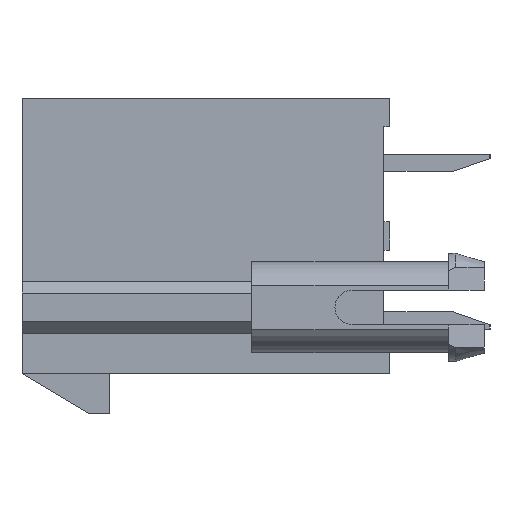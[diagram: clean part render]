
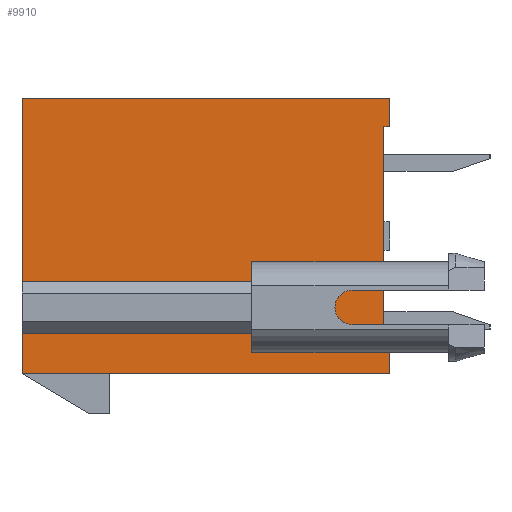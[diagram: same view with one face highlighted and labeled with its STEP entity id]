
A CAD part, left-side view. The second image highlights one B-rep face of the part: STEP entity #9910.
In plain terms, the highlighted planar face has unit normal (-1, 0, 0).
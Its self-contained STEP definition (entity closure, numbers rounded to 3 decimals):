
#1=DIRECTION('',(0.,0.,-1.));
#2=VECTOR('',#1,7.6);
#3=CARTESIAN_POINT('',(-25.8,0.2,3.8));
#4=LINE('',#3,#2);
#5=DIRECTION('',(0.,1.,0.));
#6=VECTOR('',#5,0.2);
#7=CARTESIAN_POINT('',(-25.8,0.,-3.8));
#8=LINE('',#7,#6);
#9=DIRECTION('',(0.,0.,-1.));
#10=VECTOR('',#9,1.);
#11=CARTESIAN_POINT('',(-25.8,0.,-3.8));
#12=LINE('',#11,#10);
#13=DIRECTION('',(0.,1.,0.));
#14=VECTOR('',#13,12.8);
#15=CARTESIAN_POINT('',(-25.8,0.,-4.8));
#16=LINE('',#15,#14);
#17=DIRECTION('',(0.,0.,1.));
#18=VECTOR('',#17,1.41);
#19=CARTESIAN_POINT('',(-25.8,12.8,-4.8));
#20=LINE('',#19,#18);
#21=DIRECTION('',(0.,1.,0.));
#22=VECTOR('',#21,8.);
#23=CARTESIAN_POINT('',(-25.8,4.8,-3.39));
#24=LINE('',#23,#22);
#25=DIRECTION('',(0.,0.,1.));
#26=VECTOR('',#25,0.235);
#27=CARTESIAN_POINT('',(-25.8,4.8,-3.625));
#28=LINE('',#27,#26);
#29=DIRECTION('',(0.,-1.,0.));
#30=VECTOR('',#29,2.1);
#31=CARTESIAN_POINT('',(-25.8,4.8,-3.625));
#32=LINE('',#31,#30);
#33=DIRECTION('',(0.,-1.,0.));
#34=VECTOR('',#33,2.1);
#35=CARTESIAN_POINT('',(-25.8,4.8,-1.355));
#36=LINE('',#35,#34);
#37=DIRECTION('',(0.,0.,1.));
#38=VECTOR('',#37,0.235);
#39=CARTESIAN_POINT('',(-25.8,4.8,-1.59));
#40=LINE('',#39,#38);
#41=DIRECTION('',(0.,1.,0.));
#42=VECTOR('',#41,8.);
#43=CARTESIAN_POINT('',(-25.8,4.8,-1.59));
#44=LINE('',#43,#42);
#45=DIRECTION('',(0.,0.,1.));
#46=VECTOR('',#45,6.39);
#47=CARTESIAN_POINT('',(-25.8,12.8,-1.59));
#48=LINE('',#47,#46);
#49=DIRECTION('',(0.,-1.,0.));
#50=VECTOR('',#49,12.8);
#51=CARTESIAN_POINT('',(-25.8,12.8,4.8));
#52=LINE('',#51,#50);
#53=DIRECTION('',(0.,0.,-1.));
#54=VECTOR('',#53,1.);
#55=CARTESIAN_POINT('',(-25.8,0.,4.8));
#56=LINE('',#55,#54);
#57=DIRECTION('',(0.,1.,0.));
#58=VECTOR('',#57,0.2);
#59=CARTESIAN_POINT('',(-25.8,0.,3.8));
#60=LINE('',#59,#58);
#6914=DIRECTION('',(0.,0.,1.));
#6915=VECTOR('',#6914,2.27);
#6916=CARTESIAN_POINT('',(-25.8,2.7,-3.625));
#6917=LINE('',#6916,#6915);
#7423=CARTESIAN_POINT('',(-25.8,0.,-4.8));
#7424=CARTESIAN_POINT('',(-25.8,12.8,-4.8));
#7425=VERTEX_POINT('',#7423);
#7426=VERTEX_POINT('',#7424);
#7427=CARTESIAN_POINT('',(-25.8,12.8,4.8));
#7428=CARTESIAN_POINT('',(-25.8,0.,4.8));
#7429=VERTEX_POINT('',#7427);
#7430=VERTEX_POINT('',#7428);
#7761=CARTESIAN_POINT('',(-25.8,4.8,-3.625));
#7762=CARTESIAN_POINT('',(-25.8,4.8,-3.39));
#7763=VERTEX_POINT('',#7761);
#7764=VERTEX_POINT('',#7762);
#7773=CARTESIAN_POINT('',(-25.8,4.8,-1.355));
#7775=VERTEX_POINT('',#7773);
#7779=CARTESIAN_POINT('',(-25.8,2.7,-1.355));
#7780=VERTEX_POINT('',#7779);
#7781=CARTESIAN_POINT('',(-25.8,2.7,-3.625));
#7782=VERTEX_POINT('',#7781);
#8337=CARTESIAN_POINT('',(-25.8,4.8,-1.59));
#8338=VERTEX_POINT('',#8337);
#8343=CARTESIAN_POINT('',(-25.8,12.8,-3.39));
#8344=VERTEX_POINT('',#8343);
#8345=CARTESIAN_POINT('',(-25.8,12.8,-1.59));
#8346=VERTEX_POINT('',#8345);
#8355=CARTESIAN_POINT('',(-25.8,0.,3.8));
#8356=VERTEX_POINT('',#8355);
#8357=CARTESIAN_POINT('',(-25.8,0.,-3.8));
#8358=VERTEX_POINT('',#8357);
#8367=CARTESIAN_POINT('',(-25.8,0.2,-3.8));
#8368=VERTEX_POINT('',#8367);
#8369=CARTESIAN_POINT('',(-25.8,0.2,3.8));
#8370=VERTEX_POINT('',#8369);
#9871=CARTESIAN_POINT('',(-25.8,0.,0.));
#9872=DIRECTION('',(1.,0.,0.));
#9873=DIRECTION('',(0.,0.,-1.));
#9874=AXIS2_PLACEMENT_3D('',#9871,#9872,#9873);
#9875=PLANE('',#9874);
#9877=ORIENTED_EDGE('',*,*,#9876,.T.);
#9879=ORIENTED_EDGE('',*,*,#9878,.F.);
#9881=ORIENTED_EDGE('',*,*,#9880,.T.);
#9883=ORIENTED_EDGE('',*,*,#9882,.T.);
#9885=ORIENTED_EDGE('',*,*,#9884,.T.);
#9887=ORIENTED_EDGE('',*,*,#9886,.F.);
#9889=ORIENTED_EDGE('',*,*,#9888,.F.);
#9891=ORIENTED_EDGE('',*,*,#9890,.T.);
#9893=ORIENTED_EDGE('',*,*,#9892,.T.);
#9895=ORIENTED_EDGE('',*,*,#9894,.F.);
#9897=ORIENTED_EDGE('',*,*,#9896,.F.);
#9899=ORIENTED_EDGE('',*,*,#9898,.T.);
#9901=ORIENTED_EDGE('',*,*,#9900,.T.);
#9903=ORIENTED_EDGE('',*,*,#9902,.T.);
#9905=ORIENTED_EDGE('',*,*,#9904,.T.);
#9907=ORIENTED_EDGE('',*,*,#9906,.T.);
#9908=EDGE_LOOP('',(#9877,#9879,#9881,#9883,#9885,#9887,#9889,#9891,#9893,#9895,
#9897,#9899,#9901,#9903,#9905,#9907));
#9909=FACE_OUTER_BOUND('',#9908,.F.);
#9910=ADVANCED_FACE('',(#9909),#9875,.F.);
#9876=EDGE_CURVE('',#8370,#8368,#4,.T.);
#9878=EDGE_CURVE('',#8358,#8368,#8,.T.);
#9880=EDGE_CURVE('',#8358,#7425,#12,.T.);
#9882=EDGE_CURVE('',#7425,#7426,#16,.T.);
#9884=EDGE_CURVE('',#7426,#8344,#20,.T.);
#9886=EDGE_CURVE('',#7764,#8344,#24,.T.);
#9888=EDGE_CURVE('',#7763,#7764,#28,.T.);
#9890=EDGE_CURVE('',#7763,#7782,#32,.T.);
#9892=EDGE_CURVE('',#7782,#7780,#6917,.T.);
#9894=EDGE_CURVE('',#7775,#7780,#36,.T.);
#9896=EDGE_CURVE('',#8338,#7775,#40,.T.);
#9898=EDGE_CURVE('',#8338,#8346,#44,.T.);
#9900=EDGE_CURVE('',#8346,#7429,#48,.T.);
#9902=EDGE_CURVE('',#7429,#7430,#52,.T.);
#9904=EDGE_CURVE('',#7430,#8356,#56,.T.);
#9906=EDGE_CURVE('',#8356,#8370,#60,.T.);
